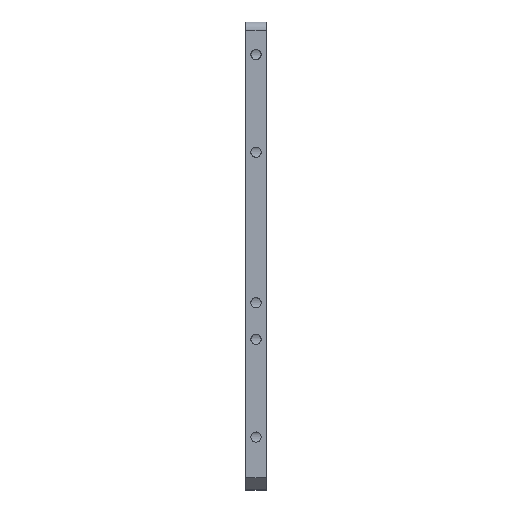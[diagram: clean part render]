
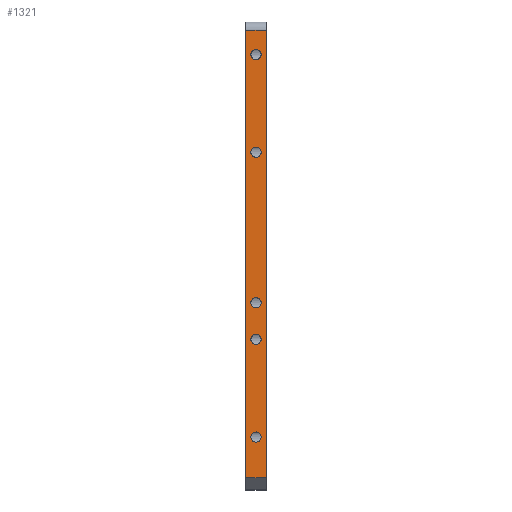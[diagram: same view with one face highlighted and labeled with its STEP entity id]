
A CAD part, front view. The second image highlights one B-rep face of the part: STEP entity #1321.
In plain terms, the highlighted planar face has unit normal (0, -1, 0).
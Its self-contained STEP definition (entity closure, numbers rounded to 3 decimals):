
#62=FACE_BOUND('',#247,.T.);
#63=FACE_BOUND('',#248,.T.);
#64=FACE_BOUND('',#249,.T.);
#65=FACE_BOUND('',#250,.T.);
#66=FACE_BOUND('',#251,.T.);
#84=PLANE('',#1483);
#146=FACE_OUTER_BOUND('',#246,.T.);
#246=EDGE_LOOP('',(#1202,#1203,#1204,#1205));
#247=EDGE_LOOP('',(#1206));
#248=EDGE_LOOP('',(#1207));
#249=EDGE_LOOP('',(#1208));
#250=EDGE_LOOP('',(#1209));
#251=EDGE_LOOP('',(#1210));
#272=LINE('',#1943,#365);
#291=LINE('',#2258,#384);
#301=LINE('',#2281,#394);
#304=LINE('',#2287,#397);
#365=VECTOR('',#1544,10.);
#384=VECTOR('',#1677,10.);
#394=VECTOR('',#1699,10.);
#397=VECTOR('',#1706,10.);
#490=CIRCLE('',#1403,1.265);
#491=CIRCLE('',#1405,1.265);
#492=CIRCLE('',#1407,1.265);
#493=CIRCLE('',#1409,1.265);
#494=CIRCLE('',#1411,1.265);
#540=VERTEX_POINT('',#1920);
#551=VERTEX_POINT('',#1941);
#605=VERTEX_POINT('',#2237);
#606=VERTEX_POINT('',#2241);
#607=VERTEX_POINT('',#2245);
#608=VERTEX_POINT('',#2249);
#609=VERTEX_POINT('',#2253);
#610=VERTEX_POINT('',#2257);
#617=VERTEX_POINT('',#2279);
#682=EDGE_CURVE('',#551,#540,#272,.T.);
#745=EDGE_CURVE('',#605,#605,#490,.T.);
#747=EDGE_CURVE('',#606,#606,#491,.T.);
#749=EDGE_CURVE('',#607,#607,#492,.T.);
#751=EDGE_CURVE('',#608,#608,#493,.T.);
#753=EDGE_CURVE('',#609,#609,#494,.T.);
#755=EDGE_CURVE('',#610,#540,#291,.T.);
#767=EDGE_CURVE('',#617,#551,#301,.T.);
#770=EDGE_CURVE('',#610,#617,#304,.T.);
#1202=ORIENTED_EDGE('',*,*,#755,.T.);
#1203=ORIENTED_EDGE('',*,*,#682,.F.);
#1204=ORIENTED_EDGE('',*,*,#767,.F.);
#1205=ORIENTED_EDGE('',*,*,#770,.F.);
#1206=ORIENTED_EDGE('',*,*,#745,.T.);
#1207=ORIENTED_EDGE('',*,*,#747,.T.);
#1208=ORIENTED_EDGE('',*,*,#749,.T.);
#1209=ORIENTED_EDGE('',*,*,#751,.T.);
#1210=ORIENTED_EDGE('',*,*,#753,.T.);
#1321=ADVANCED_FACE('',(#146,#62,#63,#64,#65,#66),#84,.T.);
#1403=AXIS2_PLACEMENT_3D('',#2238,#1652,#1653);
#1405=AXIS2_PLACEMENT_3D('',#2242,#1657,#1658);
#1407=AXIS2_PLACEMENT_3D('',#2246,#1662,#1663);
#1409=AXIS2_PLACEMENT_3D('',#2250,#1667,#1668);
#1411=AXIS2_PLACEMENT_3D('',#2254,#1672,#1673);
#1483=AXIS2_PLACEMENT_3D('',#2423,#1872,#1873);
#1544=DIRECTION('',(0.,0.,-1.));
#1652=DIRECTION('center_axis',(0.,1.,0.));
#1653=DIRECTION('ref_axis',(0.,0.,-1.));
#1657=DIRECTION('center_axis',(0.,1.,0.));
#1658=DIRECTION('ref_axis',(0.,0.,-1.));
#1662=DIRECTION('center_axis',(0.,1.,0.));
#1663=DIRECTION('ref_axis',(0.,0.,-1.));
#1667=DIRECTION('center_axis',(0.,1.,0.));
#1668=DIRECTION('ref_axis',(0.,0.,-1.));
#1672=DIRECTION('center_axis',(0.,1.,0.));
#1673=DIRECTION('ref_axis',(0.,0.,-1.));
#1677=DIRECTION('',(1.,0.,0.));
#1699=DIRECTION('',(1.,0.,0.));
#1706=DIRECTION('',(0.,0.,1.));
#1872=DIRECTION('center_axis',(0.,-1.,0.));
#1873=DIRECTION('ref_axis',(0.,0.,-1.));
#1920=CARTESIAN_POINT('',(-58.,0.,-43.));
#1941=CARTESIAN_POINT('',(-58.,0.,67.));
#1943=CARTESIAN_POINT('',(-58.,0.,-89.));
#2237=CARTESIAN_POINT('',(-60.5,0.,1.265));
#2238=CARTESIAN_POINT('Origin',(-60.5,0.,0.));
#2241=CARTESIAN_POINT('',(-60.5,0.,-7.735));
#2242=CARTESIAN_POINT('Origin',(-60.5,0.,-9.));
#2245=CARTESIAN_POINT('',(-60.5,0.,38.265));
#2246=CARTESIAN_POINT('Origin',(-60.5,0.,37.));
#2249=CARTESIAN_POINT('',(-60.5,0.,-31.736));
#2250=CARTESIAN_POINT('Origin',(-60.5,0.,-33.));
#2253=CARTESIAN_POINT('',(-60.5,0.,62.265));
#2254=CARTESIAN_POINT('Origin',(-60.5,0.,61.));
#2257=CARTESIAN_POINT('',(-63.,0.,-43.));
#2258=CARTESIAN_POINT('',(-60.5,0.,-43.));
#2279=CARTESIAN_POINT('',(-63.,0.,67.));
#2281=CARTESIAN_POINT('',(-63.,0.,67.));
#2287=CARTESIAN_POINT('',(-63.,0.,-89.));
#2423=CARTESIAN_POINT('Origin',(-63.,0.,69.));
